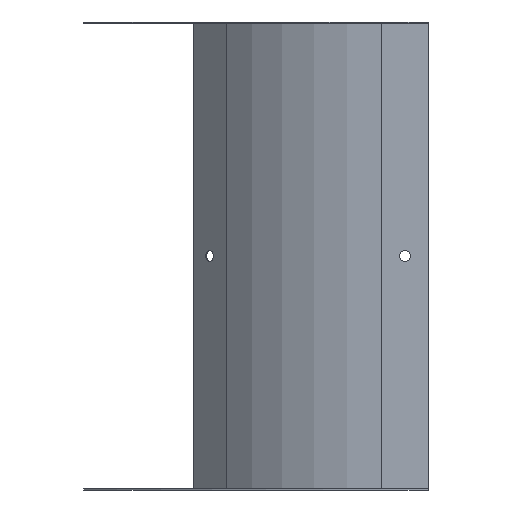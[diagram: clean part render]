
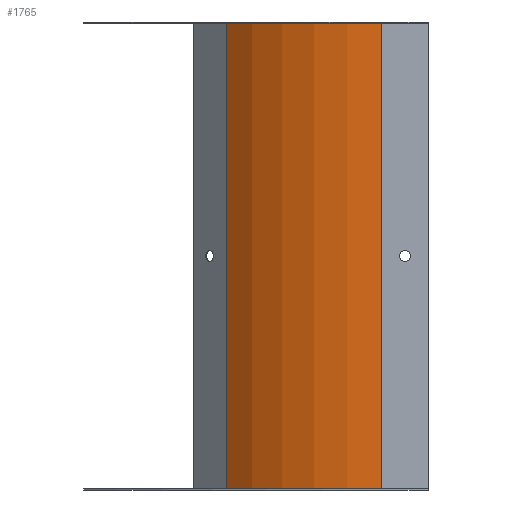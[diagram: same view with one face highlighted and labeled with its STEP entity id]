
A CAD part, left-side view. The second image highlights one B-rep face of the part: STEP entity #1765.
In plain terms, the highlighted cylindrical face has radius 140.8 mm (diameter 281.6 mm), a partial arc.
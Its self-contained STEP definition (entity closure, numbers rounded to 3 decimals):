
#15 = EDGE_CURVE ( 'NONE', #1449, #1512, #474, .T. ) ;
#49 = EDGE_CURVE ( 'NONE', #1501, #1512, #531, .T. ) ;
#95 = EDGE_CURVE ( 'NONE', #1452, #1501, #608, .T. ) ;
#101 = EDGE_CURVE ( 'NONE', #1452, #1449, #617, .T. ) ;
#167 = DIRECTION ( 'NONE',  ( 1., 0., 0. ) ) ;
#169 = DIRECTION ( 'NONE',  ( 0., 0., 1. ) ) ;
#170 = CARTESIAN_POINT ( 'NONE',  ( 240., 30.048, -298.4 ) ) ;
#172 = DIRECTION ( 'NONE',  ( 0., 0., 1. ) ) ;
#176 = CARTESIAN_POINT ( 'NONE',  ( 140.439, 129.608, -299.2 ) ) ;
#229 = DIRECTION ( 'NONE',  ( -1., 0., 0. ) ) ;
#261 = DIRECTION ( 'NONE',  ( 0., 0., 1. ) ) ;
#264 = CARTESIAN_POINT ( 'NONE',  ( 240., 30.048, 0. ) ) ;
#293 = AXIS2_PLACEMENT_3D ( 'NONE', #264, #261, #229 ) ;
#297 = AXIS2_PLACEMENT_3D ( 'NONE', #170, #169, #167 ) ;
#366 = DIRECTION ( 'NONE',  ( 0., 0., 1. ) ) ;
#367 = CARTESIAN_POINT ( 'NONE',  ( 99.2, 30.048, -299.2 ) ) ;
#441 = ORIENTED_EDGE ( 'NONE', *, *, #49, .F. ) ;
#442 = ORIENTED_EDGE ( 'NONE', *, *, #15, .T. ) ;
#443 = ORIENTED_EDGE ( 'NONE', *, *, #101, .T. ) ;
#444 = ORIENTED_EDGE ( 'NONE', *, *, #95, .F. ) ;
#474 = LINE ( 'NONE', #367, #481 ) ;
#481 = VECTOR ( 'NONE', #366, 1000. ) ;
#531 = CIRCLE ( 'NONE', #293, 140.8 ) ;
#608 = LINE ( 'NONE', #176, #612 ) ;
#612 = VECTOR ( 'NONE', #172, 1000. ) ;
#617 = CIRCLE ( 'NONE', #297, 140.8 ) ;
#771 = FACE_OUTER_BOUND ( 'NONE', #1008, .T. ) ;
#776 = CYLINDRICAL_SURFACE ( 'NONE', #952, 140.8 ) ;
#952 = AXIS2_PLACEMENT_3D ( 'NONE', #1236, #1237, #1240 ) ;
#1008 = EDGE_LOOP ( 'NONE', ( #444, #443, #442, #441 ) ) ;
#1049 = CARTESIAN_POINT ( 'NONE',  ( 140.439, 129.608, -298.4 ) ) ;
#1236 = CARTESIAN_POINT ( 'NONE',  ( 240., 30.048, -299.2 ) ) ;
#1237 = DIRECTION ( 'NONE',  ( 0., 0., 1. ) ) ;
#1240 = DIRECTION ( 'NONE',  ( 1., 0., 0. ) ) ;
#1348 = CARTESIAN_POINT ( 'NONE',  ( 99.2, 30.048, -298.4 ) ) ;
#1363 = CARTESIAN_POINT ( 'NONE',  ( 99.2, 30.048, 0. ) ) ;
#1401 = CARTESIAN_POINT ( 'NONE',  ( 140.439, 129.608, 0. ) ) ;
#1449 = VERTEX_POINT ( 'NONE', #1348 ) ;
#1452 = VERTEX_POINT ( 'NONE', #1049 ) ;
#1501 = VERTEX_POINT ( 'NONE', #1401 ) ;
#1512 = VERTEX_POINT ( 'NONE', #1363 ) ;
#1765 = ADVANCED_FACE ( 'NONE', ( #771 ), #776, .T. ) ;
